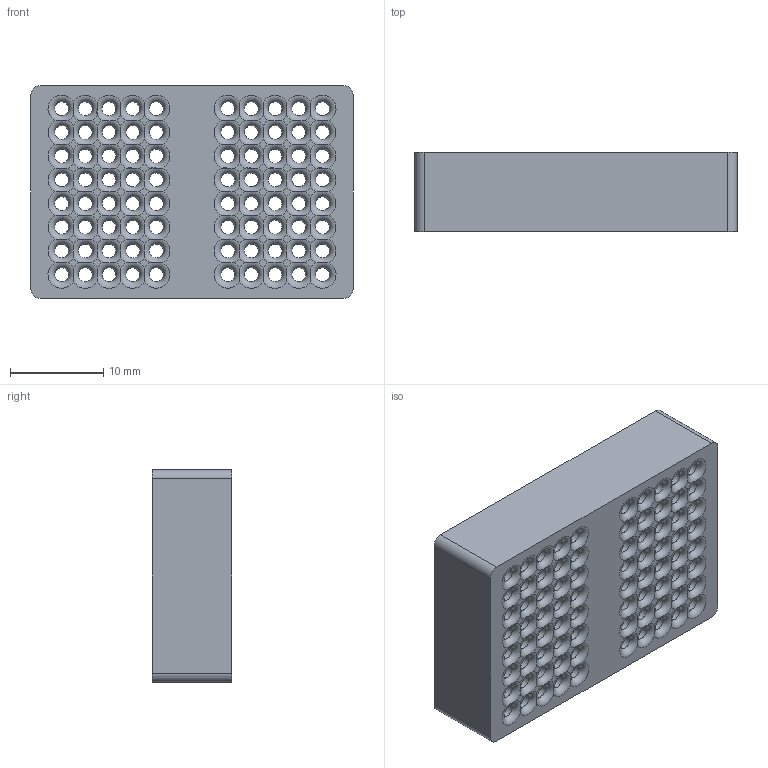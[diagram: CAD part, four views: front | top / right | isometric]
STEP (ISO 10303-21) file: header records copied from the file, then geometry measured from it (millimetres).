
FILE_DESCRIPTION(/* description */ (''),/* implementation_level */ '2;1');
FILE_NAME(/* name */ '20190226_breadboard_ver3.stp',/* time_stamp */ '2019-02-27T09:06:20+09:00',/* author */ ('Seungwoo Je'),/* organization */ (''),/* preprocessor_version */ 'ST-DEVELOPER v16.13',/* originating_system */ 'Autodesk Inventor 2018',/* authorisation */ '');
FILE_SCHEMA (('AUTOMOTIVE_DESIGN { 1 0 10303 214 3 1 1 }'));
Length unit declared in the file: millimetre
Products named in the file (1): 20190226_breadboard_ver3
Bounding box: 34.5 x 8.5 x 22.83 mm (x, y, z)
Volume: 3676.4 mm3; surface area: 5976.5 mm2
Topology: 1 solids, 1 shells, 402 faces, 1306 edges, 844 vertices
Faces by surface type: plane 238, cylinder 84, torus 80
Full cylindrical faces by diameter (mm): 1.5 x80
Entity records: 14679 total; most frequent: CARTESIAN_POINT 3975, DIRECTION 2174, ORIENTED_EDGE 2132, EDGE_CURVE 1066, AXIS2_PLACEMENT_3D 839, VERTEX_POINT 764, EDGE_LOOP 660, LINE 496
